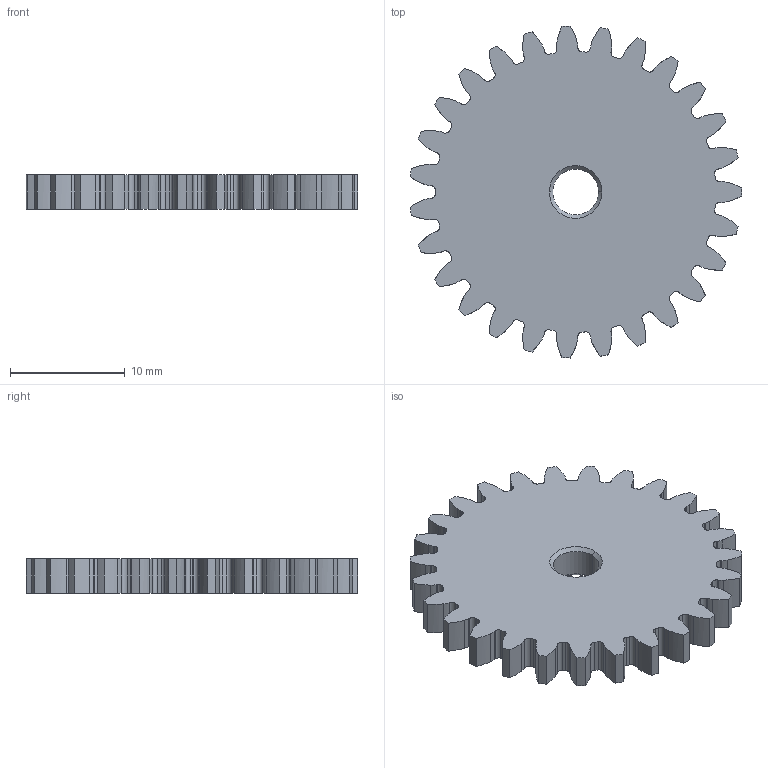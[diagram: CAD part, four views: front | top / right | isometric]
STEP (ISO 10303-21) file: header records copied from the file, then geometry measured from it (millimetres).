
FILE_DESCRIPTION (( 'STEP AP203' ), '1' );
FILE_NAME ('CTT0012.STEP', '2018-11-01T18:47:59', ( '' ), ( '' ), 'SwSTEP 2.0', 'SolidWorks 2016', '' );
FILE_SCHEMA (( 'CONFIG_CONTROL_DESIGN' ));
Length unit declared in the file: millimetre
Products named in the file (1): CTT0012
Bounding box: 28.94 x 28.99 x 3 mm (x, y, z)
Volume: 1656.2 mm3; surface area: 1643.7 mm2
Topology: 1 solids, 1 shells, 293 faces, 869 edges, 578 vertices
Faces by surface type: cylinder 125, bspline 108, plane 56, cone 4
Entity records: 11438 total; most frequent: CARTESIAN_POINT 4009, ORIENTED_EDGE 1738, DIRECTION 1279, EDGE_CURVE 869, VERTEX_POINT 578, AXIS2_PLACEMENT_3D 440, VECTOR 399, LINE 399
